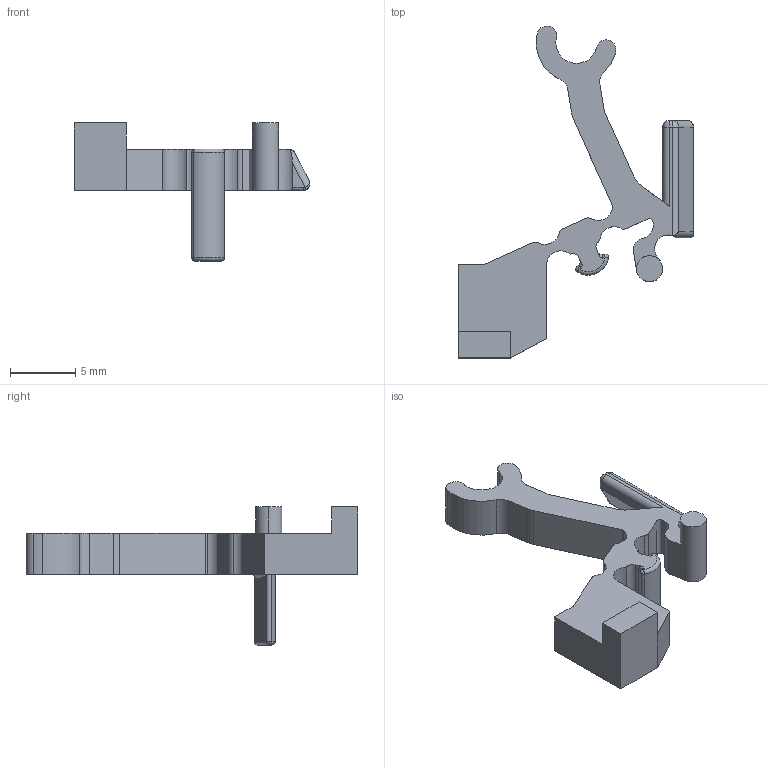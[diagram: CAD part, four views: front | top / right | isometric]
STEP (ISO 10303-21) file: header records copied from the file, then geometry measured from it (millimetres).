
FILE_DESCRIPTION (( 'STEP AP214' ), '1' );
FILE_NAME ('switch-flexures.STEP', '2024-11-07T18:58:25', ( '' ), ( '' ), 'SwSTEP 2.0', 'SolidWorks 2023', '' );
FILE_SCHEMA (( 'AUTOMOTIVE_DESIGN' ));
Length unit declared in the file: millimetre
Products named in the file (1): switch-flexures
Bounding box: 18.08 x 25.45 x 10.59 mm (x, y, z)
Volume: 444.7 mm3; surface area: 689.1 mm2
Topology: 1 solids, 1 shells, 101 faces, 269 edges, 162 vertices
Faces by surface type: cylinder 52, plane 34, sphere 10, torus 3, bspline 2
Entity records: 3121 total; most frequent: CARTESIAN_POINT 612, DIRECTION 549, ORIENTED_EDGE 518, EDGE_CURVE 259, AXIS2_PLACEMENT_3D 204, VERTEX_POINT 160, LINE 141, VECTOR 141
